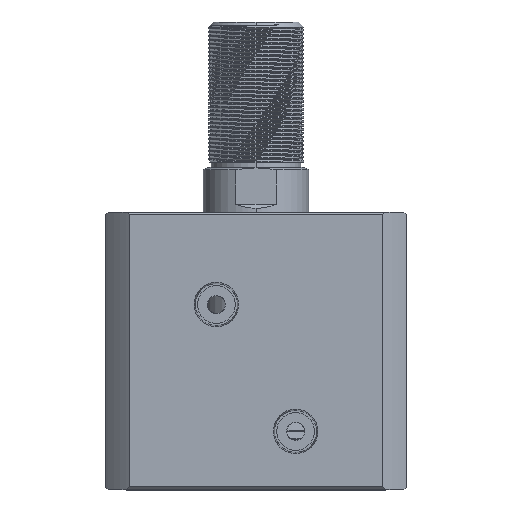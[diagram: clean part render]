
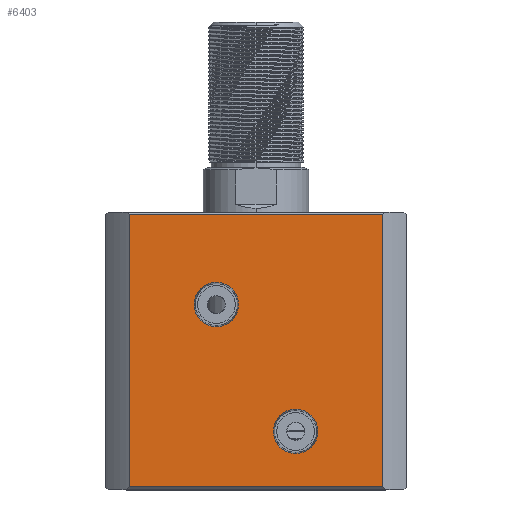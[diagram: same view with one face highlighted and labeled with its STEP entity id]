
A CAD part, top view. The second image highlights one B-rep face of the part: STEP entity #6403.
In plain terms, the highlighted face is planar.
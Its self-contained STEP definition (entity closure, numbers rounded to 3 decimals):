
#117 = EDGE_CURVE ( 'NONE', #6143, #5260, #7360, .T. ) ;
#726 = LINE ( 'NONE', #6843, #15042 ) ;
#819 = VECTOR ( 'NONE', #14940, 1000. ) ;
#1735 = EDGE_LOOP ( 'NONE', ( #2673, #9225, #12232, #8744 ) ) ;
#1875 = EDGE_CURVE ( 'NONE', #11696, #13955, #12630, .T. ) ;
#2010 = EDGE_CURVE ( 'NONE', #8709, #15948, #2891, .T. ) ;
#2056 = DIRECTION ( 'NONE',  ( 0., 0., -1. ) ) ;
#2124 = DIRECTION ( 'NONE',  ( 0., 1., 0. ) ) ;
#2135 = FACE_BOUND ( 'NONE', #6010, .T. ) ;
#2318 = EDGE_LOOP ( 'NONE', ( #14463, #4079 ) ) ;
#2673 = ORIENTED_EDGE ( 'NONE', *, *, #1875, .F. ) ;
#2772 = CARTESIAN_POINT ( 'NONE',  ( -15., 57., 35. ) ) ;
#2802 = CARTESIAN_POINT ( 'NONE',  ( 47.971, 57., 1. ) ) ;
#2812 = VECTOR ( 'NONE', #8989, 1000. ) ;
#2891 = LINE ( 'NONE', #19001, #6895 ) ;
#3682 = AXIS2_PLACEMENT_3D ( 'NONE', #4984, #10924, #2056 ) ;
#3912 = DIRECTION ( 'NONE',  ( 0., 1., 0. ) ) ;
#4079 = ORIENTED_EDGE ( 'NONE', *, *, #12511, .F. ) ;
#4166 = CIRCLE ( 'NONE', #7307, 8.428 ) ;
#4293 = DIRECTION ( 'NONE',  ( 0., 0., 1. ) ) ;
#4695 = AXIS2_PLACEMENT_3D ( 'NONE', #12766, #3912, #14226 ) ;
#4984 = CARTESIAN_POINT ( 'NONE',  ( -57., 57., 105. ) ) ;
#5260 = VERTEX_POINT ( 'NONE', #12790 ) ;
#6010 = EDGE_LOOP ( 'NONE', ( #7577, #13733 ) ) ;
#6143 = VERTEX_POINT ( 'NONE', #10406 ) ;
#6403 = ADVANCED_FACE ( 'NONE', ( #10005, #2135, #11389 ), #6473, .F. ) ;
#6473 = PLANE ( 'NONE',  #3682 ) ;
#6547 = EDGE_CURVE ( 'NONE', #13299, #17862, #8166, .T. ) ;
#6843 = CARTESIAN_POINT ( 'NONE',  ( 57., 57., 104. ) ) ;
#6895 = VECTOR ( 'NONE', #14581, 1000. ) ;
#6971 = CARTESIAN_POINT ( 'NONE',  ( -47.971, 57., 1. ) ) ;
#7307 = AXIS2_PLACEMENT_3D ( 'NONE', #10984, #2124, #12459 ) ;
#7328 = DIRECTION ( 'NONE',  ( 0., 1., 0. ) ) ;
#7360 = CIRCLE ( 'NONE', #9365, 8.428 ) ;
#7428 = CARTESIAN_POINT ( 'NONE',  ( -47.971, 57., 104. ) ) ;
#7497 = CARTESIAN_POINT ( 'NONE',  ( -57., 57., 1. ) ) ;
#7577 = ORIENTED_EDGE ( 'NONE', *, *, #15646, .F. ) ;
#8166 = CIRCLE ( 'NONE', #4695, 8.428 ) ;
#8709 = VERTEX_POINT ( 'NONE', #2802 ) ;
#8744 = ORIENTED_EDGE ( 'NONE', *, *, #11181, .T. ) ;
#8989 = DIRECTION ( 'NONE',  ( -1., 0., 0. ) ) ;
#9225 = ORIENTED_EDGE ( 'NONE', *, *, #12026, .T. ) ;
#9365 = AXIS2_PLACEMENT_3D ( 'NONE', #18980, #7328, #16169 ) ;
#10005 = FACE_BOUND ( 'NONE', #2318, .T. ) ;
#10103 = CARTESIAN_POINT ( 'NONE',  ( -47.971, 57., 300. ) ) ;
#10406 = CARTESIAN_POINT ( 'NONE',  ( 15., 57., 74.572 ) ) ;
#10924 = DIRECTION ( 'NONE',  ( 0., -1., 0. ) ) ;
#10984 = CARTESIAN_POINT ( 'NONE',  ( 15., 57., 83. ) ) ;
#11181 = EDGE_CURVE ( 'NONE', #8709, #13955, #18496, .T. ) ;
#11337 = AXIS2_PLACEMENT_3D ( 'NONE', #2772, #13135, #4293 ) ;
#11381 = CIRCLE ( 'NONE', #11337, 8.428 ) ;
#11389 = FACE_OUTER_BOUND ( 'NONE', #1735, .T. ) ;
#11696 = VERTEX_POINT ( 'NONE', #7428 ) ;
#12026 = EDGE_CURVE ( 'NONE', #11696, #15948, #726, .T. ) ;
#12232 = ORIENTED_EDGE ( 'NONE', *, *, #2010, .F. ) ;
#12459 = DIRECTION ( 'NONE',  ( 0., 0., 1. ) ) ;
#12511 = EDGE_CURVE ( 'NONE', #17862, #13299, #11381, .T. ) ;
#12630 = LINE ( 'NONE', #10103, #819 ) ;
#12766 = CARTESIAN_POINT ( 'NONE',  ( -15., 57., 35. ) ) ;
#12790 = CARTESIAN_POINT ( 'NONE',  ( 15., 57., 91.428 ) ) ;
#13135 = DIRECTION ( 'NONE',  ( 0., 1., 0. ) ) ;
#13299 = VERTEX_POINT ( 'NONE', #18888 ) ;
#13733 = ORIENTED_EDGE ( 'NONE', *, *, #117, .F. ) ;
#13955 = VERTEX_POINT ( 'NONE', #6971 ) ;
#14226 = DIRECTION ( 'NONE',  ( 0., 0., 1. ) ) ;
#14463 = ORIENTED_EDGE ( 'NONE', *, *, #6547, .F. ) ;
#14581 = DIRECTION ( 'NONE',  ( 0., 0., 1. ) ) ;
#14940 = DIRECTION ( 'NONE',  ( 0., 0., -1. ) ) ;
#15042 = VECTOR ( 'NONE', #18547, 1000. ) ;
#15183 = CARTESIAN_POINT ( 'NONE',  ( 47.971, 57., 104. ) ) ;
#15646 = EDGE_CURVE ( 'NONE', #5260, #6143, #4166, .T. ) ;
#15947 = CARTESIAN_POINT ( 'NONE',  ( -15., 57., 26.572 ) ) ;
#15948 = VERTEX_POINT ( 'NONE', #15183 ) ;
#16169 = DIRECTION ( 'NONE',  ( 0., 0., 1. ) ) ;
#17862 = VERTEX_POINT ( 'NONE', #15947 ) ;
#18496 = LINE ( 'NONE', #7497, #2812 ) ;
#18547 = DIRECTION ( 'NONE',  ( 1., 0., 0. ) ) ;
#18888 = CARTESIAN_POINT ( 'NONE',  ( -15., 57., 43.428 ) ) ;
#18980 = CARTESIAN_POINT ( 'NONE',  ( 15., 57., 83. ) ) ;
#19001 = CARTESIAN_POINT ( 'NONE',  ( 47.971, 57., 300. ) ) ;
